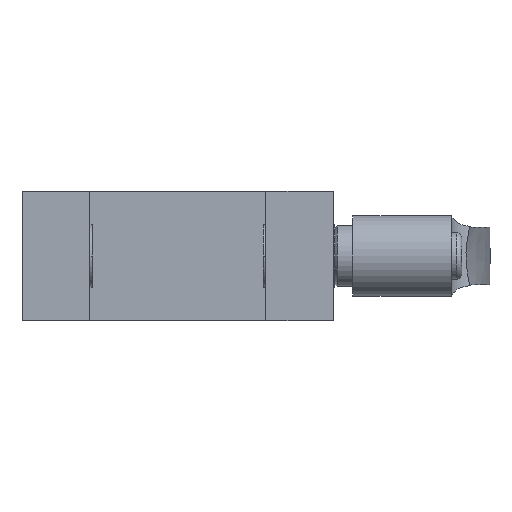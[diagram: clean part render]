
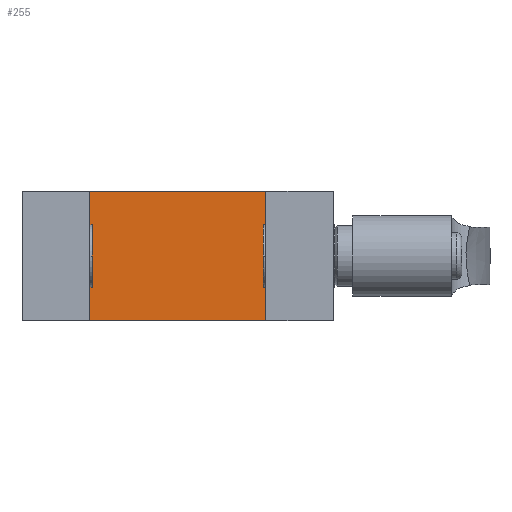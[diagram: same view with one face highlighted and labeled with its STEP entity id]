
A CAD part, front view. The second image highlights one B-rep face of the part: STEP entity #255.
In plain terms, the highlighted planar face has unit normal (0, -1, 0).
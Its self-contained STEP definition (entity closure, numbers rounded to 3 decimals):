
#152=CARTESIAN_POINT('',(12.5,9.5,17.));
#153=DIRECTION('',(0.,1.,0.));
#154=DIRECTION('',(0.,0.,1.));
#155=AXIS2_PLACEMENT_3D('',#152,#153,#154);
#156=PLANE('',#155);
#157=CARTESIAN_POINT('',(12.5,9.5,-17.));
#158=VERTEX_POINT('',#157);
#159=CARTESIAN_POINT('',(6.,9.5,-17.));
#160=VERTEX_POINT('',#159);
#161=CARTESIAN_POINT('',(12.5,9.5,-17.));
#162=DIRECTION('',(-1.,0.,0.));
#163=VECTOR('',#162,6.5);
#164=LINE('',#161,#163);
#165=EDGE_CURVE('',#158,#160,#164,.T.);
#166=ORIENTED_EDGE('',*,*,#165,.F.);
#167=CARTESIAN_POINT('',(12.5,9.5,17.));
#168=VERTEX_POINT('',#167);
#169=CARTESIAN_POINT('',(12.5,9.5,17.));
#170=DIRECTION('',(0.,0.,-1.));
#171=VECTOR('',#170,34.);
#172=LINE('',#169,#171);
#173=EDGE_CURVE('',#168,#158,#172,.T.);
#174=ORIENTED_EDGE('',*,*,#173,.F.);
#175=CARTESIAN_POINT('',(6.,9.5,17.));
#176=VERTEX_POINT('',#175);
#177=CARTESIAN_POINT('',(12.5,9.5,17.));
#178=DIRECTION('',(-1.,0.,0.));
#179=VECTOR('',#178,6.5);
#180=LINE('',#177,#179);
#181=EDGE_CURVE('',#168,#176,#180,.T.);
#182=ORIENTED_EDGE('',*,*,#181,.T.);
#183=CARTESIAN_POINT('',(6.,9.5,16.5));
#184=VERTEX_POINT('',#183);
#185=CARTESIAN_POINT('',(6.,9.5,16.5));
#186=DIRECTION('',(0.,0.,1.));
#187=VECTOR('',#186,0.5);
#188=LINE('',#185,#187);
#189=EDGE_CURVE('',#184,#176,#188,.T.);
#190=ORIENTED_EDGE('',*,*,#189,.F.);
#191=CARTESIAN_POINT('',(-6.,9.5,16.5));
#192=VERTEX_POINT('',#191);
#193=CARTESIAN_POINT('',(6.,9.5,16.5));
#194=DIRECTION('',(-1.,0.,0.));
#195=VECTOR('',#194,12.);
#196=LINE('',#193,#195);
#197=EDGE_CURVE('',#184,#192,#196,.T.);
#198=ORIENTED_EDGE('',*,*,#197,.T.);
#199=CARTESIAN_POINT('',(-6.,9.5,17.));
#200=VERTEX_POINT('',#199);
#201=CARTESIAN_POINT('',(-6.,9.5,17.));
#202=DIRECTION('',(0.,0.,-1.));
#203=VECTOR('',#202,0.5);
#204=LINE('',#201,#203);
#205=EDGE_CURVE('',#200,#192,#204,.T.);
#206=ORIENTED_EDGE('',*,*,#205,.F.);
#207=CARTESIAN_POINT('',(-12.5,9.5,17.));
#208=VERTEX_POINT('',#207);
#209=CARTESIAN_POINT('',(-6.,9.5,17.));
#210=DIRECTION('',(-1.,0.,0.));
#211=VECTOR('',#210,6.5);
#212=LINE('',#209,#211);
#213=EDGE_CURVE('',#200,#208,#212,.T.);
#214=ORIENTED_EDGE('',*,*,#213,.T.);
#215=CARTESIAN_POINT('',(-12.5,9.5,-17.));
#216=VERTEX_POINT('',#215);
#217=CARTESIAN_POINT('',(-12.5,9.5,17.));
#218=DIRECTION('',(0.,0.,-1.));
#219=VECTOR('',#218,34.);
#220=LINE('',#217,#219);
#221=EDGE_CURVE('',#208,#216,#220,.T.);
#222=ORIENTED_EDGE('',*,*,#221,.T.);
#223=CARTESIAN_POINT('',(-6.,9.5,-17.));
#224=VERTEX_POINT('',#223);
#225=CARTESIAN_POINT('',(-6.,9.5,-17.));
#226=DIRECTION('',(-1.,0.,0.));
#227=VECTOR('',#226,6.5);
#228=LINE('',#225,#227);
#229=EDGE_CURVE('',#224,#216,#228,.T.);
#230=ORIENTED_EDGE('',*,*,#229,.F.);
#231=CARTESIAN_POINT('',(-6.,9.5,-16.5));
#232=VERTEX_POINT('',#231);
#233=CARTESIAN_POINT('',(-6.,9.5,-16.5));
#234=DIRECTION('',(0.,0.,-1.));
#235=VECTOR('',#234,0.5);
#236=LINE('',#233,#235);
#237=EDGE_CURVE('',#232,#224,#236,.T.);
#238=ORIENTED_EDGE('',*,*,#237,.F.);
#239=CARTESIAN_POINT('',(6.,9.5,-16.5));
#240=VERTEX_POINT('',#239);
#241=CARTESIAN_POINT('',(6.,9.5,-16.5));
#242=DIRECTION('',(-1.,0.,0.));
#243=VECTOR('',#242,12.);
#244=LINE('',#241,#243);
#245=EDGE_CURVE('',#240,#232,#244,.T.);
#246=ORIENTED_EDGE('',*,*,#245,.F.);
#247=CARTESIAN_POINT('',(6.,9.5,-17.));
#248=DIRECTION('',(0.,-0.,1.));
#249=VECTOR('',#248,0.5);
#250=LINE('',#247,#249);
#251=EDGE_CURVE('',#160,#240,#250,.T.);
#252=ORIENTED_EDGE('',*,*,#251,.F.);
#253=EDGE_LOOP('',(#166,#174,#182,#190,#198,#206,#214,#222,#230,#238,#246,#252));
#254=FACE_BOUND('',#253,.T.);
#255=ADVANCED_FACE('',(#254),#156,.F.);
